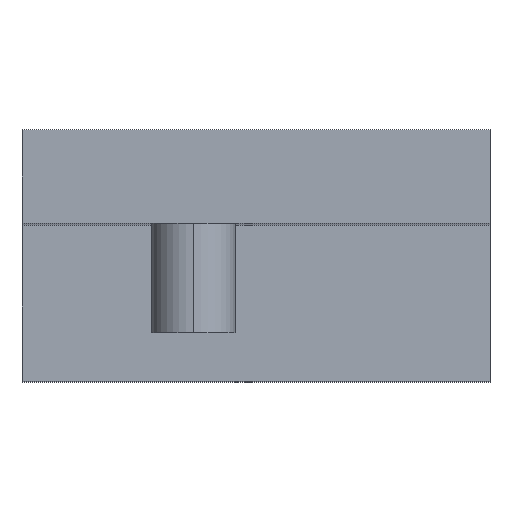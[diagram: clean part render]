
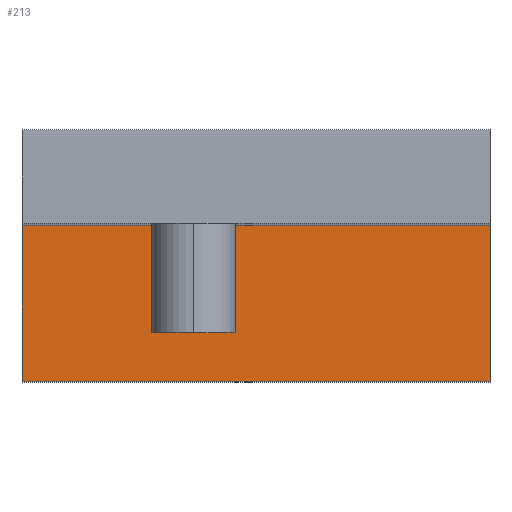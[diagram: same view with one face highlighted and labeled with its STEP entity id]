
A CAD part, top view. The second image highlights one B-rep face of the part: STEP entity #213.
In plain terms, the highlighted planar face has unit normal (0, 0, 1).
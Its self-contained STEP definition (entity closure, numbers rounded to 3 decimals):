
#35 = FACE_OUTER_BOUND ( 'NONE', #313, .T. ) ;
#39 = VERTEX_POINT ( 'NONE', #78 ) ;
#44 = CARTESIAN_POINT ( 'NONE',  ( 119.3, 52.213, 7.5 ) ) ;
#48 = DIRECTION ( 'NONE',  ( 0., -1., 0. ) ) ;
#50 = ORIENTED_EDGE ( 'NONE', *, *, #224, .T. ) ;
#58 = ORIENTED_EDGE ( 'NONE', *, *, #632, .F. ) ;
#60 = VECTOR ( 'NONE', #498, 1000. ) ;
#78 = CARTESIAN_POINT ( 'NONE',  ( 119.3, 26., 7.5 ) ) ;
#123 = CARTESIAN_POINT ( 'NONE',  ( 104.3, 52.213, 7.5 ) ) ;
#148 = VECTOR ( 'NONE', #419, 1000. ) ;
#173 = AXIS2_PLACEMENT_3D ( 'NONE', #466, #572, #362 ) ;
#186 = EDGE_CURVE ( 'NONE', #613, #440, #669, .T. ) ;
#195 = ORIENTED_EDGE ( 'NONE', *, *, #315, .T. ) ;
#213 = ADVANCED_FACE ( 'NONE', ( #35 ), #575, .F. ) ;
#219 = LINE ( 'NONE', #123, #60 ) ;
#224 = EDGE_CURVE ( 'NONE', #651, #39, #260, .T. ) ;
#260 = LINE ( 'NONE', #626, #480 ) ;
#301 = CARTESIAN_POINT ( 'NONE',  ( 119.3, 31., 7.5 ) ) ;
#313 = EDGE_LOOP ( 'NONE', ( #612, #195, #50, #58 ) ) ;
#315 = EDGE_CURVE ( 'NONE', #613, #651, #219, .T. ) ;
#323 = LINE ( 'NONE', #44, #630 ) ;
#326 = CARTESIAN_POINT ( 'NONE',  ( 104.3, 26., 7.5 ) ) ;
#362 = DIRECTION ( 'NONE',  ( -1., 0., 0. ) ) ;
#419 = DIRECTION ( 'NONE',  ( 1., 0., 0. ) ) ;
#440 = VERTEX_POINT ( 'NONE', #301 ) ;
#466 = CARTESIAN_POINT ( 'NONE',  ( 118.6, 52.213, 7.5 ) ) ;
#471 = DIRECTION ( 'NONE',  ( 1., 0., 0. ) ) ;
#480 = VECTOR ( 'NONE', #471, 1000. ) ;
#498 = DIRECTION ( 'NONE',  ( 0., -1., 0. ) ) ;
#572 = DIRECTION ( 'NONE',  ( 0., 0., -1. ) ) ;
#575 = PLANE ( 'NONE',  #173 ) ;
#612 = ORIENTED_EDGE ( 'NONE', *, *, #186, .F. ) ;
#613 = VERTEX_POINT ( 'NONE', #634 ) ;
#622 = CARTESIAN_POINT ( 'NONE',  ( 118.6, 31., 7.5 ) ) ;
#626 = CARTESIAN_POINT ( 'NONE',  ( 118.6, 26., 7.5 ) ) ;
#630 = VECTOR ( 'NONE', #48, 1000. ) ;
#632 = EDGE_CURVE ( 'NONE', #440, #39, #323, .T. ) ;
#634 = CARTESIAN_POINT ( 'NONE',  ( 104.3, 31., 7.5 ) ) ;
#651 = VERTEX_POINT ( 'NONE', #326 ) ;
#669 = LINE ( 'NONE', #622, #148 ) ;
